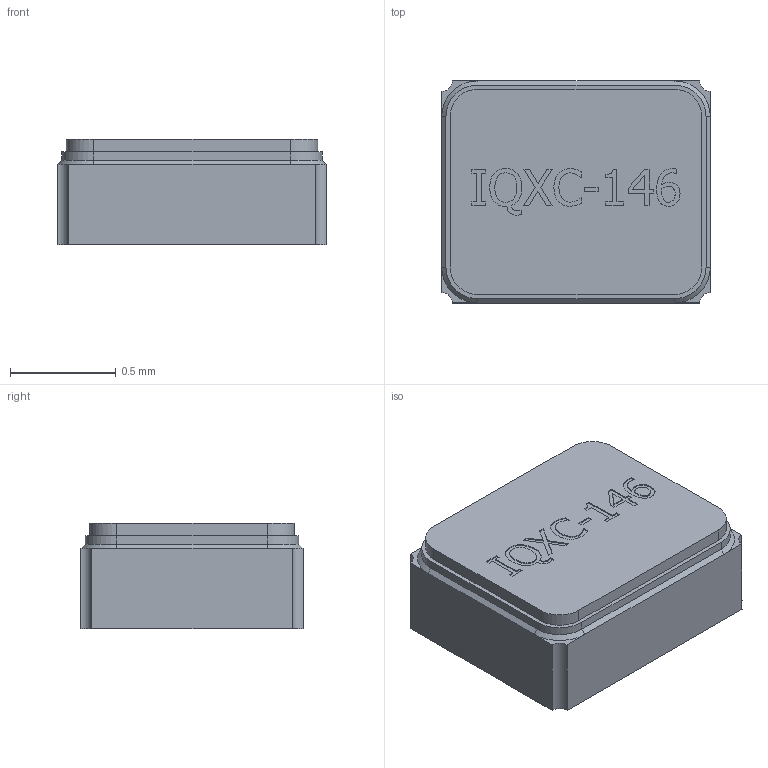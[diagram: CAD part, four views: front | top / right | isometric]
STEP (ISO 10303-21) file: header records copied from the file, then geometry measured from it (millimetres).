
FILE_DESCRIPTION(/* description */ ('Unknown'),/* implementation_level */ '2;1');
FILE_NAME(/* name */ 'IQXC-146',/* time_stamp */ '2020-10-13T14:57:26+01:00',/* author */ ('Unknown'),/* organization */ ('Unknown'),/* preprocessor_version */ 'ST-DEVELOPER v16.7',/* originating_system */ 'DEX',/* authorisation */ $);
FILE_SCHEMA (('AUTOMOTIVE_DESIGN {1 0 10303 214 3 1 1}'));
Length unit declared in the file: millimetre
Products named in the file (4): IQXC-146; Body; Pins; Cover
Assembly tree (3 placements, depth 2):
  IQXC-146
    Body
    Pins
    Cover
Bounding box: 1.27 x 1.05 x 0.5 mm (x, y, z)
Volume: 0.6 mm3; surface area: 8.5 mm2
Topology: 6 solids, 6 shells, 165 faces, 410 edges, 268 vertices
Faces by surface type: plane 120, bspline 24, cylinder 17, cone 4
Entity records: 5733 total; most frequent: CARTESIAN_POINT 1613, ORIENTED_EDGE 820, DIRECTION 690, EDGE_CURVE 410, LINE 324, VECTOR 324, VERTEX_POINT 268, AXIS2_PLACEMENT_3D 183
